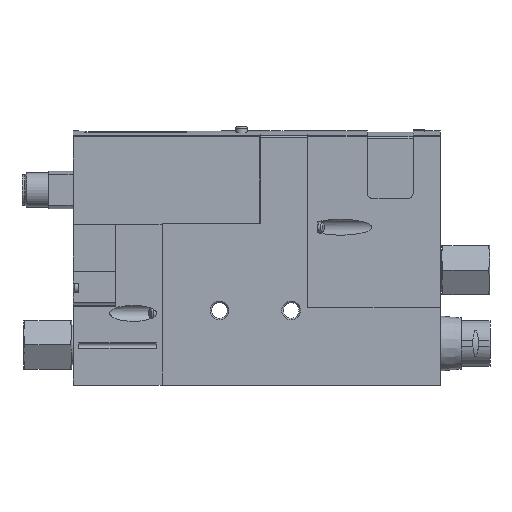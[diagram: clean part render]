
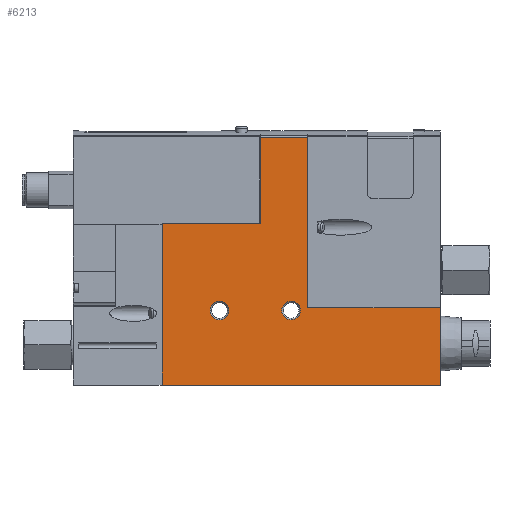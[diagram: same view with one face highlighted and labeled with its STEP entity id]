
A CAD part, top view. The second image highlights one B-rep face of the part: STEP entity #6213.
In plain terms, the highlighted planar face has unit normal (0, 0, 1).
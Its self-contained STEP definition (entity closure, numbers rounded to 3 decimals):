
#339=CIRCLE('',#6634,3.25);
#340=CIRCLE('',#6635,3.25);
#970=ORIENTED_EDGE('',*,*,#1997,.T.);
#971=ORIENTED_EDGE('',*,*,#1998,.T.);
#972=ORIENTED_EDGE('',*,*,#1993,.T.);
#973=ORIENTED_EDGE('',*,*,#1971,.T.);
#974=ORIENTED_EDGE('',*,*,#1780,.T.);
#975=ORIENTED_EDGE('',*,*,#1899,.T.);
#976=ORIENTED_EDGE('',*,*,#1979,.T.);
#977=ORIENTED_EDGE('',*,*,#1988,.T.);
#978=ORIENTED_EDGE('',*,*,#1990,.T.);
#979=ORIENTED_EDGE('',*,*,#1999,.T.);
#1780=EDGE_CURVE('',#2375,#2374,#2787,.T.);
#1899=EDGE_CURVE('',#2374,#2473,#2883,.T.);
#1971=EDGE_CURVE('',#2516,#2375,#2927,.T.);
#1979=EDGE_CURVE('',#2473,#2520,#2932,.T.);
#1988=EDGE_CURVE('',#2520,#2526,#2940,.T.);
#1990=EDGE_CURVE('',#2526,#2527,#2941,.T.);
#1993=EDGE_CURVE('',#2529,#2516,#2943,.T.);
#1997=EDGE_CURVE('',#2531,#2531,#339,.T.);
#1998=EDGE_CURVE('',#2532,#2532,#340,.T.);
#1999=EDGE_CURVE('',#2527,#2529,#2945,.T.);
#2374=VERTEX_POINT('',#8664);
#2375=VERTEX_POINT('',#8666);
#2473=VERTEX_POINT('',#8897);
#2516=VERTEX_POINT('',#9072);
#2520=VERTEX_POINT('',#9084);
#2526=VERTEX_POINT('',#9100);
#2527=VERTEX_POINT('',#9104);
#2529=VERTEX_POINT('',#9111);
#2531=VERTEX_POINT('',#9118);
#2532=VERTEX_POINT('',#9120);
#2787=LINE('',#8665,#3087);
#2883=LINE('',#8898,#3183);
#2927=LINE('',#9071,#3227);
#2932=LINE('',#9085,#3232);
#2940=LINE('',#9101,#3240);
#2941=LINE('',#9105,#3241);
#2943=LINE('',#9110,#3243);
#2945=LINE('',#9121,#3245);
#3087=VECTOR('',#7155,1000.);
#3183=VECTOR('',#7327,1000.);
#3227=VECTOR('',#7545,1000.);
#3232=VECTOR('',#7558,1000.);
#3240=VECTOR('',#7570,1000.);
#3241=VECTOR('',#7575,1000.);
#3243=VECTOR('',#7581,1000.);
#3245=VECTOR('',#7593,1000.);
#3489=EDGE_LOOP('',(#970));
#3490=EDGE_LOOP('',(#971));
#3491=EDGE_LOOP('',(#972,#973,#974,#975,#976,#977,#978,#979));
#3961=FACE_BOUND('',#3489,.T.);
#3962=FACE_BOUND('',#3490,.T.);
#3963=FACE_BOUND('',#3491,.T.);
#4353=PLANE('',#6633);
#6213=ADVANCED_FACE('',(#3961,#3962,#3963),#4353,.T.);
#6633=AXIS2_PLACEMENT_3D('',#9116,#7587,#7588);
#6634=AXIS2_PLACEMENT_3D('',#9117,#7589,#7590);
#6635=AXIS2_PLACEMENT_3D('',#9119,#7591,#7592);
#7155=DIRECTION('',(0.,-1.,0.));
#7327=DIRECTION('',(1.,0.,0.));
#7545=DIRECTION('',(-1.,0.,0.));
#7558=DIRECTION('',(0.,1.,0.));
#7570=DIRECTION('',(-1.,0.,0.));
#7575=DIRECTION('',(0.,1.,0.));
#7581=DIRECTION('',(0.,-1.,0.));
#7587=DIRECTION('',(0.,0.,1.));
#7588=DIRECTION('',(1.,0.,0.));
#7589=DIRECTION('',(0.,0.,-1.));
#7590=DIRECTION('',(-1.,0.,0.));
#7591=DIRECTION('',(0.,0.,-1.));
#7592=DIRECTION('',(-1.,0.,0.));
#7593=DIRECTION('',(-1.,0.,0.));
#8664=CARTESIAN_POINT('',(31.,0.,10.25));
#8665=CARTESIAN_POINT('',(31.,56.4,10.25));
#8666=CARTESIAN_POINT('',(31.,56.4,10.25));
#8897=CARTESIAN_POINT('',(128.,0.,10.25));
#8898=CARTESIAN_POINT('',(31.,0.,10.25));
#9071=CARTESIAN_POINT('',(65.3,56.4,10.25));
#9072=CARTESIAN_POINT('',(65.3,56.4,10.25));
#9084=CARTESIAN_POINT('',(128.,27.,10.25));
#9085=CARTESIAN_POINT('',(128.,0.,10.25));
#9100=CARTESIAN_POINT('',(81.749,27.,10.25));
#9101=CARTESIAN_POINT('',(128.,27.,10.25));
#9104=CARTESIAN_POINT('',(81.749,86.442,10.25));
#9105=CARTESIAN_POINT('',(81.749,27.,10.25));
#9110=CARTESIAN_POINT('',(65.3,90.,10.25));
#9111=CARTESIAN_POINT('',(65.3,86.442,10.25));
#9116=CARTESIAN_POINT('',(0.,0.,10.25));
#9117=CARTESIAN_POINT('',(76.,26.,10.25));
#9118=CARTESIAN_POINT('',(72.75,26.,10.25));
#9119=CARTESIAN_POINT('',(51.,26.,10.25));
#9120=CARTESIAN_POINT('',(47.75,26.,10.25));
#9121=CARTESIAN_POINT('',(81.75,86.442,10.25));
